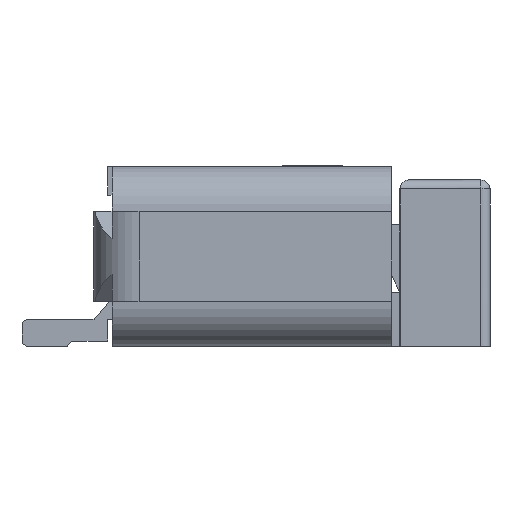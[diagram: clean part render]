
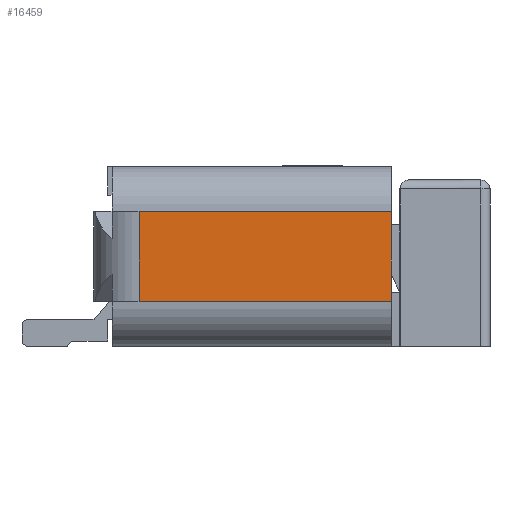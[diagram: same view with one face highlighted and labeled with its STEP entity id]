
A CAD part, left-side view. The second image highlights one B-rep face of the part: STEP entity #16459.
In plain terms, the highlighted planar face has unit normal (-1, 0, 0).
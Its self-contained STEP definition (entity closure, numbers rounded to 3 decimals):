
#2373 = CARTESIAN_POINT ( 'NONE',  ( -7.25, 4.291, 0. ) ) ;
#3679 = CARTESIAN_POINT ( 'NONE',  ( -7.25, -1.5, 0.5 ) ) ;
#5384 = CARTESIAN_POINT ( 'NONE',  ( -7.25, 1.3, 1.5 ) ) ;
#9533 = ORIENTED_EDGE ( 'NONE', *, *, #18977, .T. ) ;
#9927 = CARTESIAN_POINT ( 'NONE',  ( -7.25, 1.3, 1.5 ) ) ;
#10094 = LINE ( 'NONE', #14887, #21062 ) ;
#10842 = VECTOR ( 'NONE', #34445, 1000. ) ;
#11024 = VECTOR ( 'NONE', #27969, 1000. ) ;
#13780 = DIRECTION ( 'NONE',  ( 0., 1., 0. ) ) ;
#14857 = AXIS2_PLACEMENT_3D ( 'NONE', #2373, #24838, #13780 ) ;
#14887 = CARTESIAN_POINT ( 'NONE',  ( -7.25, -1.5, 0. ) ) ;
#16361 = DIRECTION ( 'NONE',  ( 0., 0., 1. ) ) ;
#16459 = ADVANCED_FACE ( 'NONE', ( #53928 ), #59844, .F. ) ;
#16463 = LINE ( 'NONE', #5384, #10842 ) ;
#16563 = LINE ( 'NONE', #71828, #11024 ) ;
#17053 = EDGE_LOOP ( 'NONE', ( #9533, #59593, #69487, #31306 ) ) ;
#17583 = EDGE_CURVE ( 'NONE', #68857, #42818, #64424, .T. ) ;
#18977 = EDGE_CURVE ( 'NONE', #56117, #68857, #16463, .T. ) ;
#21062 = VECTOR ( 'NONE', #16361, 1000. ) ;
#22157 = EDGE_CURVE ( 'NONE', #42818, #70268, #10094, .T. ) ;
#24838 = DIRECTION ( 'NONE',  ( 1., 0., 0. ) ) ;
#27969 = DIRECTION ( 'NONE',  ( 0., -1., 0. ) ) ;
#31306 = ORIENTED_EDGE ( 'NONE', *, *, #69833, .F. ) ;
#34445 = DIRECTION ( 'NONE',  ( 0., 0., -1. ) ) ;
#35063 = VECTOR ( 'NONE', #59676, 1000. ) ;
#42818 = VERTEX_POINT ( 'NONE', #3679 ) ;
#44496 = CARTESIAN_POINT ( 'NONE',  ( -7.25, 1.3, 0.5 ) ) ;
#53928 = FACE_OUTER_BOUND ( 'NONE', #17053, .T. ) ;
#56117 = VERTEX_POINT ( 'NONE', #9927 ) ;
#59593 = ORIENTED_EDGE ( 'NONE', *, *, #17583, .T. ) ;
#59676 = DIRECTION ( 'NONE',  ( 0., -1., 0. ) ) ;
#59844 = PLANE ( 'NONE',  #14857 ) ;
#64424 = LINE ( 'NONE', #69260, #35063 ) ;
#68857 = VERTEX_POINT ( 'NONE', #44496 ) ;
#69260 = CARTESIAN_POINT ( 'NONE',  ( -7.25, 4.291, 0.5 ) ) ;
#69487 = ORIENTED_EDGE ( 'NONE', *, *, #22157, .T. ) ;
#69833 = EDGE_CURVE ( 'NONE', #56117, #70268, #16563, .T. ) ;
#70268 = VERTEX_POINT ( 'NONE', #72765 ) ;
#71828 = CARTESIAN_POINT ( 'NONE',  ( -7.25, 4.291, 1.5 ) ) ;
#72765 = CARTESIAN_POINT ( 'NONE',  ( -7.25, -1.5, 1.5 ) ) ;
